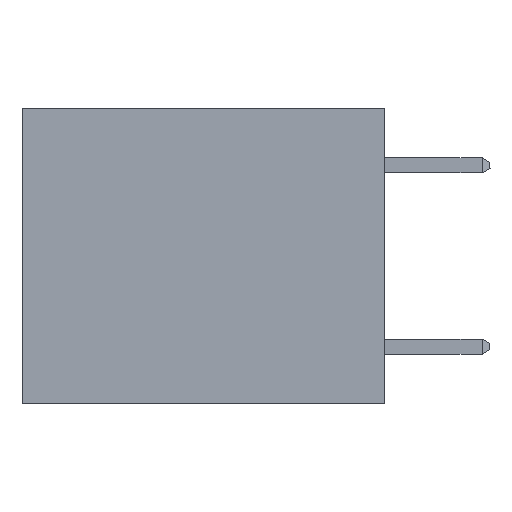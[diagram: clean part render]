
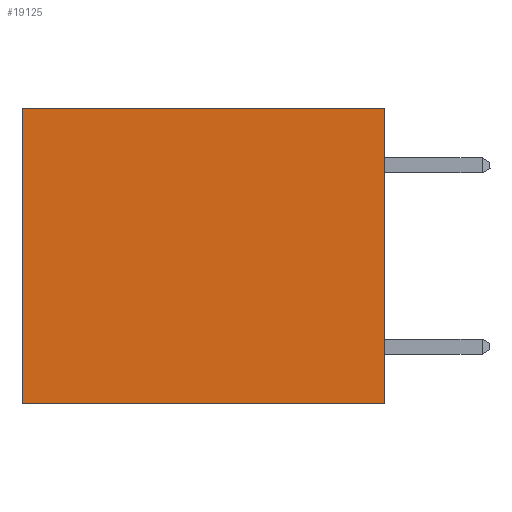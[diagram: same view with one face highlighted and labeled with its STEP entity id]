
A CAD part, left-side view. The second image highlights one B-rep face of the part: STEP entity #19125.
In plain terms, the highlighted planar face has unit normal (-1, 0, 0).
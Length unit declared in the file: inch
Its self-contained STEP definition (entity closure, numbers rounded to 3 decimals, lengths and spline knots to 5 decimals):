
#413 = CARTESIAN_POINT ( 'NONE',  ( 0.3165, 0.6, -0.49 ) ) ;
#1315 = VECTOR ( 'NONE', #20105, 39.37008 ) ;
#1624 = EDGE_CURVE ( 'NONE', #13004, #13566, #2849, .T. ) ;
#1750 = EDGE_CURVE ( 'NONE', #9379, #5602, #19868, .T. ) ;
#2849 = LINE ( 'NONE', #6453, #1315 ) ;
#3359 = DIRECTION ( 'NONE',  ( 1., 0., 0. ) ) ;
#3622 = DIRECTION ( 'NONE',  ( 0., 1., 0. ) ) ;
#3757 = EDGE_LOOP ( 'NONE', ( #16284, #7688, #11999, #15998 ) ) ;
#5018 = CARTESIAN_POINT ( 'NONE',  ( 0.3165, 0., -0.49 ) ) ;
#5602 = VERTEX_POINT ( 'NONE', #413 ) ;
#5831 = EDGE_CURVE ( 'NONE', #13566, #5602, #19765, .T. ) ;
#6162 = CARTESIAN_POINT ( 'NONE',  ( 0.3165, 0., -0.49 ) ) ;
#6453 = CARTESIAN_POINT ( 'NONE',  ( 0.3165, 0., -0.49 ) ) ;
#7688 = ORIENTED_EDGE ( 'NONE', *, *, #5831, .F. ) ;
#9140 = DIRECTION ( 'NONE',  ( 0., 0., -1. ) ) ;
#9371 = FACE_OUTER_BOUND ( 'NONE', #3757, .T. ) ;
#9379 = VERTEX_POINT ( 'NONE', #23612 ) ;
#11999 = ORIENTED_EDGE ( 'NONE', *, *, #1624, .F. ) ;
#13004 = VERTEX_POINT ( 'NONE', #24382 ) ;
#13299 = VECTOR ( 'NONE', #3622, 39.37008 ) ;
#13566 = VERTEX_POINT ( 'NONE', #16436 ) ;
#15222 = CARTESIAN_POINT ( 'NONE',  ( 0.3165, 0., 0. ) ) ;
#15258 = VECTOR ( 'NONE', #9140, 39.37008 ) ;
#15998 = ORIENTED_EDGE ( 'NONE', *, *, #19894, .T. ) ;
#16284 = ORIENTED_EDGE ( 'NONE', *, *, #1750, .T. ) ;
#16436 = CARTESIAN_POINT ( 'NONE',  ( 0.3165, 0., -0.49 ) ) ;
#16976 = CARTESIAN_POINT ( 'NONE',  ( 0.3165, 0.6, -0.49 ) ) ;
#18180 = LINE ( 'NONE', #15222, #13299 ) ;
#18883 = VECTOR ( 'NONE', #24553, 39.37008 ) ;
#19125 = ADVANCED_FACE ( 'NONE', ( #9371 ), #20640, .F. ) ;
#19216 = AXIS2_PLACEMENT_3D ( 'NONE', #5018, #3359, #22722 ) ;
#19765 = LINE ( 'NONE', #6162, #18883 ) ;
#19868 = LINE ( 'NONE', #16976, #15258 ) ;
#19894 = EDGE_CURVE ( 'NONE', #13004, #9379, #18180, .T. ) ;
#20105 = DIRECTION ( 'NONE',  ( 0., 0., -1. ) ) ;
#20640 = PLANE ( 'NONE',  #19216 ) ;
#22722 = DIRECTION ( 'NONE',  ( 0., 0., -1. ) ) ;
#23612 = CARTESIAN_POINT ( 'NONE',  ( 0.3165, 0.6, 0. ) ) ;
#24382 = CARTESIAN_POINT ( 'NONE',  ( 0.3165, 0., 0. ) ) ;
#24553 = DIRECTION ( 'NONE',  ( 0., 1., 0. ) ) ;
